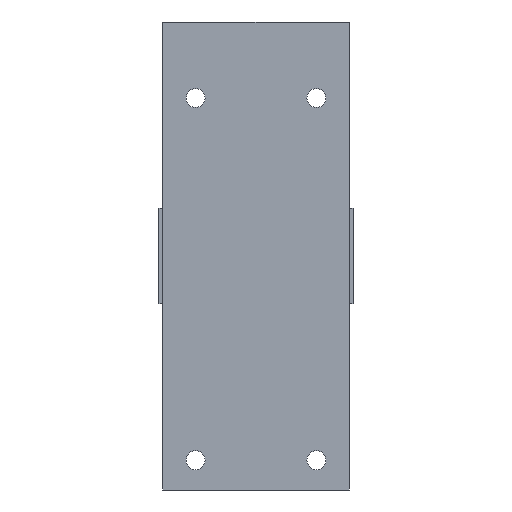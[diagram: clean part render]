
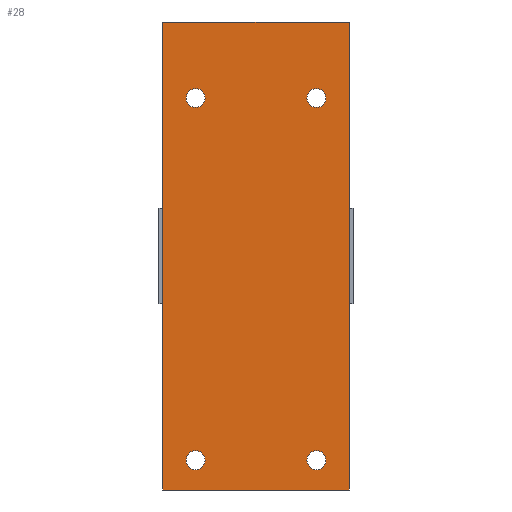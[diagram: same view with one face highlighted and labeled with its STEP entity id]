
A CAD part, front view. The second image highlights one B-rep face of the part: STEP entity #28.
In plain terms, the highlighted planar face has unit normal (0, -1, 0).
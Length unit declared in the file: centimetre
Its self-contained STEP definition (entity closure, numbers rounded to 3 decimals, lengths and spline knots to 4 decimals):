
#6 = EDGE_CURVE ( 'NONE', #566, #396, #121, .T. ) ;
#11 = CIRCLE ( 'NONE', #337, 0.15 ) ;
#18 = VERTEX_POINT ( 'NONE', #217 ) ;
#28 = ADVANCED_FACE ( 'NONE', ( #482, #1112, #313, #237, #46 ), #393, .F. ) ;
#41 = EDGE_LOOP ( 'NONE', ( #412, #946 ) ) ;
#44 = CARTESIAN_POINT ( 'NONE',  ( -0.9525, -0.3, -3.3725 ) ) ;
#46 = FACE_OUTER_BOUND ( 'NONE', #585, .T. ) ;
#58 = CIRCLE ( 'NONE', #1103, 0.15 ) ;
#66 = CARTESIAN_POINT ( 'NONE',  ( -0.9525, -0.3, -3.0725 ) ) ;
#72 = CARTESIAN_POINT ( 'NONE',  ( 0., -0.3, -3.6925 ) ) ;
#81 = AXIS2_PLACEMENT_3D ( 'NONE', #137, #689, #701 ) ;
#82 = DIRECTION ( 'NONE',  ( 0., 1., 0. ) ) ;
#106 = DIRECTION ( 'NONE',  ( 0., 0., 1. ) ) ;
#109 = VERTEX_POINT ( 'NONE', #957 ) ;
#116 = DIRECTION ( 'NONE',  ( 0., 1., 0. ) ) ;
#121 = CIRCLE ( 'NONE', #821, 0.15 ) ;
#134 = ORIENTED_EDGE ( 'NONE', *, *, #177, .T. ) ;
#137 = CARTESIAN_POINT ( 'NONE',  ( 0., -0.3, 0. ) ) ;
#150 = DIRECTION ( 'NONE',  ( 0., 1., 0. ) ) ;
#177 = EDGE_CURVE ( 'NONE', #678, #1102, #406, .T. ) ;
#210 = CIRCLE ( 'NONE', #820, 0.15 ) ;
#217 = CARTESIAN_POINT ( 'NONE',  ( -1.47, -0.3, 3.6925 ) ) ;
#226 = EDGE_CURVE ( 'NONE', #935, #18, #504, .T. ) ;
#237 = FACE_BOUND ( 'NONE', #41, .T. ) ;
#238 = CARTESIAN_POINT ( 'NONE',  ( 0.9525, -0.3, 2.4925 ) ) ;
#242 = AXIS2_PLACEMENT_3D ( 'NONE', #728, #116, #106 ) ;
#243 = VECTOR ( 'NONE', #783, 100. ) ;
#251 = DIRECTION ( 'NONE',  ( 0., 0., 1. ) ) ;
#256 = CARTESIAN_POINT ( 'NONE',  ( -0.9525, -0.3, -3.2225 ) ) ;
#258 = DIRECTION ( 'NONE',  ( 0., 1., 0. ) ) ;
#266 = DIRECTION ( 'NONE',  ( 0., 1., 0. ) ) ;
#270 = VERTEX_POINT ( 'NONE', #827 ) ;
#271 = CARTESIAN_POINT ( 'NONE',  ( 0.9525, -0.3, -3.2225 ) ) ;
#280 = ORIENTED_EDGE ( 'NONE', *, *, #6, .T. ) ;
#299 = DIRECTION ( 'NONE',  ( -1., 0., 0. ) ) ;
#309 = CARTESIAN_POINT ( 'NONE',  ( 0.9525, -0.3, -3.0725 ) ) ;
#313 = FACE_BOUND ( 'NONE', #842, .T. ) ;
#318 = EDGE_LOOP ( 'NONE', ( #499, #360 ) ) ;
#320 = VECTOR ( 'NONE', #1059, 100. ) ;
#336 = CIRCLE ( 'NONE', #242, 0.15 ) ;
#337 = AXIS2_PLACEMENT_3D ( 'NONE', #600, #258, #841 ) ;
#338 = DIRECTION ( 'NONE',  ( 0., 0., 1. ) ) ;
#340 = ORIENTED_EDGE ( 'NONE', *, *, #548, .T. ) ;
#360 = ORIENTED_EDGE ( 'NONE', *, *, #843, .T. ) ;
#393 = PLANE ( 'NONE',  #81 ) ;
#396 = VERTEX_POINT ( 'NONE', #44 ) ;
#406 = CIRCLE ( 'NONE', #555, 0.15 ) ;
#412 = ORIENTED_EDGE ( 'NONE', *, *, #523, .T. ) ;
#434 = CARTESIAN_POINT ( 'NONE',  ( 1.47, -0.3, 0. ) ) ;
#442 = ORIENTED_EDGE ( 'NONE', *, *, #226, .T. ) ;
#482 = FACE_BOUND ( 'NONE', #909, .T. ) ;
#499 = ORIENTED_EDGE ( 'NONE', *, *, #646, .T. ) ;
#504 = LINE ( 'NONE', #552, #822 ) ;
#523 = EDGE_CURVE ( 'NONE', #733, #702, #210, .T. ) ;
#541 = CARTESIAN_POINT ( 'NONE',  ( -0.9525, -0.3, 2.6425 ) ) ;
#548 = EDGE_CURVE ( 'NONE', #18, #109, #694, .T. ) ;
#552 = CARTESIAN_POINT ( 'NONE',  ( 0., -0.3, 3.6925 ) ) ;
#554 = VERTEX_POINT ( 'NONE', #778 ) ;
#555 = AXIS2_PLACEMENT_3D ( 'NONE', #779, #1143, #338 ) ;
#566 = VERTEX_POINT ( 'NONE', #66 ) ;
#585 = EDGE_LOOP ( 'NONE', ( #442, #340, #759, #781 ) ) ;
#600 = CARTESIAN_POINT ( 'NONE',  ( -0.9525, -0.3, 2.4925 ) ) ;
#603 = DIRECTION ( 'NONE',  ( 0., 0., 1. ) ) ;
#636 = CARTESIAN_POINT ( 'NONE',  ( 0.9525, -0.3, 2.6425 ) ) ;
#646 = EDGE_CURVE ( 'NONE', #994, #270, #336, .T. ) ;
#650 = AXIS2_PLACEMENT_3D ( 'NONE', #967, #82, #251 ) ;
#660 = DIRECTION ( 'NONE',  ( 0., 0., 1. ) ) ;
#678 = VERTEX_POINT ( 'NONE', #740 ) ;
#689 = DIRECTION ( 'NONE',  ( 0., 1., 0. ) ) ;
#694 = LINE ( 'NONE', #880, #320 ) ;
#700 = DIRECTION ( 'NONE',  ( 0., 1., 0. ) ) ;
#701 = DIRECTION ( 'NONE',  ( 0., 0., 1. ) ) ;
#702 = VERTEX_POINT ( 'NONE', #1012 ) ;
#727 = AXIS2_PLACEMENT_3D ( 'NONE', #238, #266, #960 ) ;
#728 = CARTESIAN_POINT ( 'NONE',  ( -0.9525, -0.3, 2.4925 ) ) ;
#733 = VERTEX_POINT ( 'NONE', #309 ) ;
#740 = CARTESIAN_POINT ( 'NONE',  ( 0.9525, -0.3, 2.3425 ) ) ;
#743 = CIRCLE ( 'NONE', #650, 0.15 ) ;
#759 = ORIENTED_EDGE ( 'NONE', *, *, #805, .F. ) ;
#775 = CARTESIAN_POINT ( 'NONE',  ( -0.9525, -0.3, -3.2225 ) ) ;
#778 = CARTESIAN_POINT ( 'NONE',  ( 1.47, -0.3, -3.6925 ) ) ;
#779 = CARTESIAN_POINT ( 'NONE',  ( 0.9525, -0.3, 2.4925 ) ) ;
#781 = ORIENTED_EDGE ( 'NONE', *, *, #818, .F. ) ;
#783 = DIRECTION ( 'NONE',  ( 0., 0., -1. ) ) ;
#805 = EDGE_CURVE ( 'NONE', #554, #109, #873, .T. ) ;
#818 = EDGE_CURVE ( 'NONE', #935, #554, #1140, .T. ) ;
#820 = AXIS2_PLACEMENT_3D ( 'NONE', #271, #700, #1064 ) ;
#821 = AXIS2_PLACEMENT_3D ( 'NONE', #775, #150, #660 ) ;
#822 = VECTOR ( 'NONE', #299, 100. ) ;
#827 = CARTESIAN_POINT ( 'NONE',  ( -0.9525, -0.3, 2.3425 ) ) ;
#835 = CIRCLE ( 'NONE', #727, 0.15 ) ;
#841 = DIRECTION ( 'NONE',  ( 0., 0., 1. ) ) ;
#842 = EDGE_LOOP ( 'NONE', ( #280, #1082 ) ) ;
#843 = EDGE_CURVE ( 'NONE', #270, #994, #11, .T. ) ;
#873 = LINE ( 'NONE', #72, #1105 ) ;
#880 = CARTESIAN_POINT ( 'NONE',  ( -1.47, -0.3, 0. ) ) ;
#909 = EDGE_LOOP ( 'NONE', ( #940, #134 ) ) ;
#924 = EDGE_CURVE ( 'NONE', #702, #733, #743, .T. ) ;
#930 = EDGE_CURVE ( 'NONE', #396, #566, #58, .T. ) ;
#935 = VERTEX_POINT ( 'NONE', #1073 ) ;
#940 = ORIENTED_EDGE ( 'NONE', *, *, #1139, .T. ) ;
#946 = ORIENTED_EDGE ( 'NONE', *, *, #924, .T. ) ;
#955 = DIRECTION ( 'NONE',  ( -1., 0., 0. ) ) ;
#957 = CARTESIAN_POINT ( 'NONE',  ( -1.47, -0.3, -3.6925 ) ) ;
#960 = DIRECTION ( 'NONE',  ( 0., 0., 1. ) ) ;
#967 = CARTESIAN_POINT ( 'NONE',  ( 0.9525, -0.3, -3.2225 ) ) ;
#994 = VERTEX_POINT ( 'NONE', #541 ) ;
#1012 = CARTESIAN_POINT ( 'NONE',  ( 0.9525, -0.3, -3.3725 ) ) ;
#1059 = DIRECTION ( 'NONE',  ( 0., 0., -1. ) ) ;
#1064 = DIRECTION ( 'NONE',  ( 0., 0., 1. ) ) ;
#1073 = CARTESIAN_POINT ( 'NONE',  ( 1.47, -0.3, 3.6925 ) ) ;
#1082 = ORIENTED_EDGE ( 'NONE', *, *, #930, .T. ) ;
#1102 = VERTEX_POINT ( 'NONE', #636 ) ;
#1103 = AXIS2_PLACEMENT_3D ( 'NONE', #256, #1136, #603 ) ;
#1105 = VECTOR ( 'NONE', #955, 100. ) ;
#1112 = FACE_BOUND ( 'NONE', #318, .T. ) ;
#1136 = DIRECTION ( 'NONE',  ( 0., 1., 0. ) ) ;
#1139 = EDGE_CURVE ( 'NONE', #1102, #678, #835, .T. ) ;
#1140 = LINE ( 'NONE', #434, #243 ) ;
#1143 = DIRECTION ( 'NONE',  ( 0., 1., 0. ) ) ;
